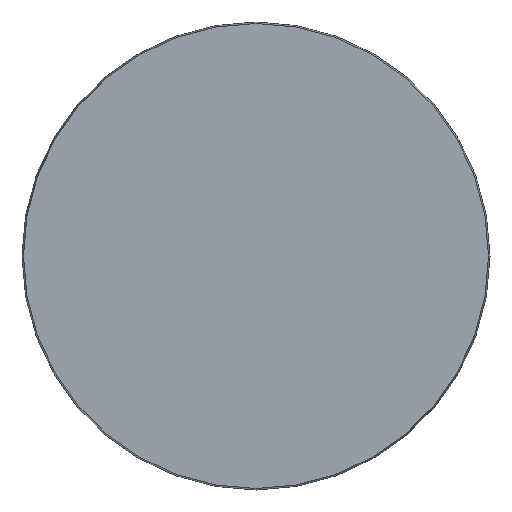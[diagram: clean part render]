
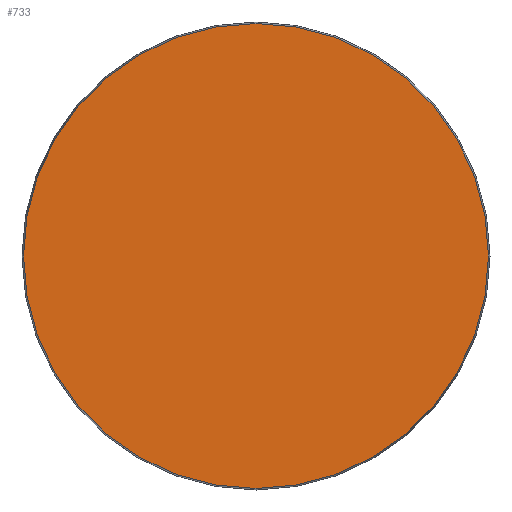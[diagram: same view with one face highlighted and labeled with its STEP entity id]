
A CAD part, front view. The second image highlights one B-rep face of the part: STEP entity #733.
In plain terms, the highlighted planar face has unit normal (0, -1, 0).
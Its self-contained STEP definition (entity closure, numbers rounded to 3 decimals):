
#56 = CARTESIAN_POINT ( 'NONE',  ( 0., 0., -88.425 ) ) ;
#182 = PLANE ( 'NONE',  #194 ) ;
#194 = AXIS2_PLACEMENT_3D ( 'NONE', #752, #749, #649 ) ;
#252 = EDGE_CURVE ( 'NONE', #486, #486, #702, .T. ) ;
#329 = ORIENTED_EDGE ( 'NONE', *, *, #252, .T. ) ;
#461 = CARTESIAN_POINT ( 'NONE',  ( 0., 0., 0. ) ) ;
#486 = VERTEX_POINT ( 'NONE', #56 ) ;
#502 = AXIS2_PLACEMENT_3D ( 'NONE', #461, #688, #690 ) ;
#559 = EDGE_LOOP ( 'NONE', ( #329 ) ) ;
#590 = FACE_OUTER_BOUND ( 'NONE', #559, .T. ) ;
#649 = DIRECTION ( 'NONE',  ( 0., 0., 1. ) ) ;
#688 = DIRECTION ( 'NONE',  ( 0., -1., 0. ) ) ;
#690 = DIRECTION ( 'NONE',  ( 0., 0., -1. ) ) ;
#702 = CIRCLE ( 'NONE', #502, 88.425 ) ;
#733 = ADVANCED_FACE ( 'NONE', ( #590 ), #182, .F. ) ;
#749 = DIRECTION ( 'NONE',  ( 0., 1., 0. ) ) ;
#752 = CARTESIAN_POINT ( 'NONE',  ( -88.425, 0., 0. ) ) ;
